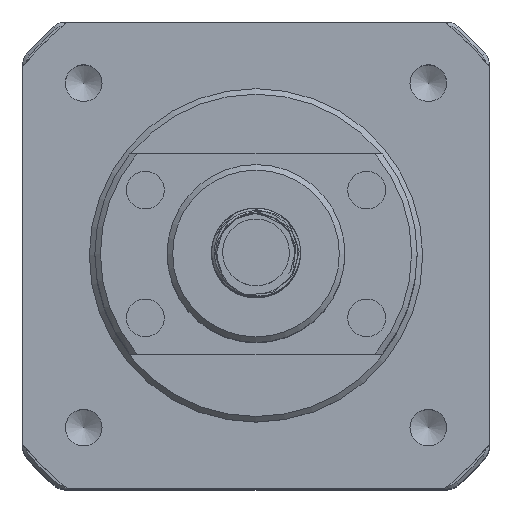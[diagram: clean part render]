
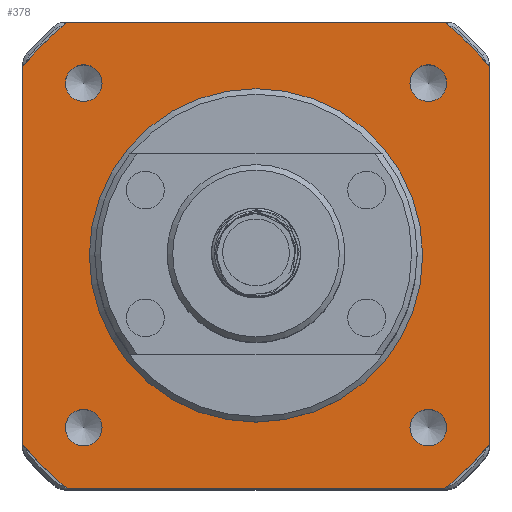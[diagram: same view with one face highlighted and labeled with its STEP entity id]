
A CAD part, top view. The second image highlights one B-rep face of the part: STEP entity #378.
In plain terms, the highlighted planar face has unit normal (0, 0, 1).
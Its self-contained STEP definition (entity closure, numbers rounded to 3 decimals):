
#378 = ADVANCED_FACE( '', ( #835, #836, #837, #838, #839, #840 ), #841, .T. );
#835 = FACE_BOUND( '', #11024, .T. );
#836 = FACE_BOUND( '', #11025, .T. );
#837 = FACE_BOUND( '', #11026, .T. );
#838 = FACE_BOUND( '', #11027, .T. );
#839 = FACE_BOUND( '', #11028, .T. );
#840 = FACE_OUTER_BOUND( '', #11029, .T. );
#841 = PLANE( '', #11030 );
#11024 = EDGE_LOOP( '', ( #16757 ) );
#11025 = EDGE_LOOP( '', ( #16758 ) );
#11026 = EDGE_LOOP( '', ( #16759 ) );
#11027 = EDGE_LOOP( '', ( #16760 ) );
#11028 = EDGE_LOOP( '', ( #16761 ) );
#11029 = EDGE_LOOP( '', ( #16762, #16763, #16764, #16765, #16766, #16767, #16768, #16769 ) );
#11030 = AXIS2_PLACEMENT_3D( '', #16770, #16771, #16772 );
#16757 = ORIENTED_EDGE( '', *, *, #17959, .T. );
#16758 = ORIENTED_EDGE( '', *, *, #17890, .T. );
#16759 = ORIENTED_EDGE( '', *, *, #17960, .T. );
#16760 = ORIENTED_EDGE( '', *, *, #17961, .T. );
#16761 = ORIENTED_EDGE( '', *, *, #17784, .F. );
#16762 = ORIENTED_EDGE( '', *, *, #17962, .T. );
#16763 = ORIENTED_EDGE( '', *, *, #17963, .T. );
#16764 = ORIENTED_EDGE( '', *, *, #17843, .T. );
#16765 = ORIENTED_EDGE( '', *, *, #17964, .T. );
#16766 = ORIENTED_EDGE( '', *, *, #17965, .T. );
#16767 = ORIENTED_EDGE( '', *, *, #17966, .T. );
#16768 = ORIENTED_EDGE( '', *, *, #17967, .T. );
#16769 = ORIENTED_EDGE( '', *, *, #17740, .T. );
#16770 = CARTESIAN_POINT( '', ( 0., 0., 15. ) );
#16771 = DIRECTION( '', ( 0., 0., 1. ) );
#16772 = DIRECTION( '', ( 1., 0., 0. ) );
#17740 = EDGE_CURVE( '', #18384, #18382, #18385, .T. );
#17784 = EDGE_CURVE( '', #18453, #18453, #18454, .T. );
#17843 = EDGE_CURVE( '', #18552, #18550, #18553, .T. );
#17890 = EDGE_CURVE( '', #18620, #18620, #18621, .F. );
#17959 = EDGE_CURVE( '', #18729, #18729, #18730, .F. );
#17960 = EDGE_CURVE( '', #18731, #18731, #18732, .F. );
#17961 = EDGE_CURVE( '', #18733, #18733, #18734, .F. );
#17962 = EDGE_CURVE( '', #18382, #18735, #18736, .T. );
#17963 = EDGE_CURVE( '', #18735, #18552, #18737, .T. );
#17964 = EDGE_CURVE( '', #18550, #18738, #18739, .T. );
#17965 = EDGE_CURVE( '', #18738, #18740, #18741, .T. );
#17966 = EDGE_CURVE( '', #18740, #18742, #18743, .T. );
#17967 = EDGE_CURVE( '', #18742, #18384, #18744, .T. );
#18382 = VERTEX_POINT( '', #21089 );
#18384 = VERTEX_POINT( '', #21092 );
#18385 = LINE( '', #21093, #21094 );
#18453 = VERTEX_POINT( '', #21180 );
#18454 = CIRCLE( '', #21181, 15. );
#18550 = VERTEX_POINT( '', #21292 );
#18552 = VERTEX_POINT( '', #21295 );
#18553 = CIRCLE( '', #21296, 27. );
#18620 = VERTEX_POINT( '', #23233 );
#18621 = CIRCLE( '', #23234, 1.65 );
#18729 = VERTEX_POINT( '', #23374 );
#18730 = CIRCLE( '', #23375, 1.65 );
#18731 = VERTEX_POINT( '', #23376 );
#18732 = CIRCLE( '', #23377, 1.65 );
#18733 = VERTEX_POINT( '', #23378 );
#18734 = CIRCLE( '', #23379, 1.65 );
#18735 = VERTEX_POINT( '', #23380 );
#18736 = CIRCLE( '', #23381, 27. );
#18737 = LINE( '', #23382, #23383 );
#18738 = VERTEX_POINT( '', #23384 );
#18739 = LINE( '', #23385, #23386 );
#18740 = VERTEX_POINT( '', #23387 );
#18741 = CIRCLE( '', #23388, 27. );
#18742 = VERTEX_POINT( '', #23389 );
#18743 = LINE( '', #23390, #23391 );
#18744 = CIRCLE( '', #23392, 27. );
#21089 = CARTESIAN_POINT( '', ( 16.971, -21., 15. ) );
#21092 = CARTESIAN_POINT( '', ( -16.971, -21., 15. ) );
#21093 = CARTESIAN_POINT( '', ( -16.971, -21., 15. ) );
#21094 = VECTOR( '', #23905, 1000. );
#21180 = CARTESIAN_POINT( '', ( 15., 0., 15. ) );
#21181 = AXIS2_PLACEMENT_3D( '', #23972, #23973, #23974 );
#21292 = CARTESIAN_POINT( '', ( 16.971, 21., 15. ) );
#21295 = CARTESIAN_POINT( '', ( 21., 16.971, 15. ) );
#21296 = AXIS2_PLACEMENT_3D( '', #24090, #24091, #24092 );
#23233 = CARTESIAN_POINT( '', ( -17.15, 15.5, 15. ) );
#23234 = AXIS2_PLACEMENT_3D( '', #24150, #24151, #24152 );
#23374 = CARTESIAN_POINT( '', ( -15.5, -17.15, 15. ) );
#23375 = AXIS2_PLACEMENT_3D( '', #24263, #24264, #24265 );
#23376 = CARTESIAN_POINT( '', ( 15.5, 17.15, 15. ) );
#23377 = AXIS2_PLACEMENT_3D( '', #24266, #24267, #24268 );
#23378 = CARTESIAN_POINT( '', ( 17.15, -15.5, 15. ) );
#23379 = AXIS2_PLACEMENT_3D( '', #24269, #24270, #24271 );
#23380 = CARTESIAN_POINT( '', ( 21., -16.971, 15. ) );
#23381 = AXIS2_PLACEMENT_3D( '', #24272, #24273, #24274 );
#23382 = CARTESIAN_POINT( '', ( 21., -16.971, 15. ) );
#23383 = VECTOR( '', #24275, 1000. );
#23384 = CARTESIAN_POINT( '', ( -16.971, 21., 15. ) );
#23385 = CARTESIAN_POINT( '', ( 16.971, 21., 15. ) );
#23386 = VECTOR( '', #24276, 1000. );
#23387 = CARTESIAN_POINT( '', ( -21., 16.971, 15. ) );
#23388 = AXIS2_PLACEMENT_3D( '', #24277, #24278, #24279 );
#23389 = CARTESIAN_POINT( '', ( -21., -16.971, 15. ) );
#23390 = CARTESIAN_POINT( '', ( -21., 16.971, 15. ) );
#23391 = VECTOR( '', #24280, 1000. );
#23392 = AXIS2_PLACEMENT_3D( '', #24281, #24282, #24283 );
#23905 = DIRECTION( '', ( 1., 0., 0. ) );
#23972 = CARTESIAN_POINT( '', ( 0., 0., 15. ) );
#23973 = DIRECTION( '', ( 0., 0., 1. ) );
#23974 = DIRECTION( '', ( 1., 0., 0. ) );
#24090 = CARTESIAN_POINT( '', ( 0., 0., 15. ) );
#24091 = DIRECTION( '', ( 0., 0., 1. ) );
#24092 = DIRECTION( '', ( 0., -1., 0. ) );
#24150 = CARTESIAN_POINT( '', ( -15.5, 15.5, 15. ) );
#24151 = DIRECTION( '', ( 0., 0., 1. ) );
#24152 = DIRECTION( '', ( -1., 0., 0. ) );
#24263 = CARTESIAN_POINT( '', ( -15.5, -15.5, 15. ) );
#24264 = DIRECTION( '', ( 0., 0., 1. ) );
#24265 = DIRECTION( '', ( 0., -1., 0. ) );
#24266 = CARTESIAN_POINT( '', ( 15.5, 15.5, 15. ) );
#24267 = DIRECTION( '', ( 0., 0., 1. ) );
#24268 = DIRECTION( '', ( 0., 1., 0. ) );
#24269 = CARTESIAN_POINT( '', ( 15.5, -15.5, 15. ) );
#24270 = DIRECTION( '', ( 0., 0., 1. ) );
#24271 = DIRECTION( '', ( 1., 0., 0. ) );
#24272 = CARTESIAN_POINT( '', ( 0., 0., 15. ) );
#24273 = DIRECTION( '', ( 0., 0., 1. ) );
#24274 = DIRECTION( '', ( 0., -1., 0. ) );
#24275 = DIRECTION( '', ( 0., 1., 0. ) );
#24276 = DIRECTION( '', ( -1., 0., 0. ) );
#24277 = CARTESIAN_POINT( '', ( 0., 0., 15. ) );
#24278 = DIRECTION( '', ( 0., 0., 1. ) );
#24279 = DIRECTION( '', ( 0., -1., 0. ) );
#24280 = DIRECTION( '', ( 0., -1., 0. ) );
#24281 = CARTESIAN_POINT( '', ( 0., 0., 15. ) );
#24282 = DIRECTION( '', ( 0., 0., 1. ) );
#24283 = DIRECTION( '', ( 0., -1., 0. ) );
